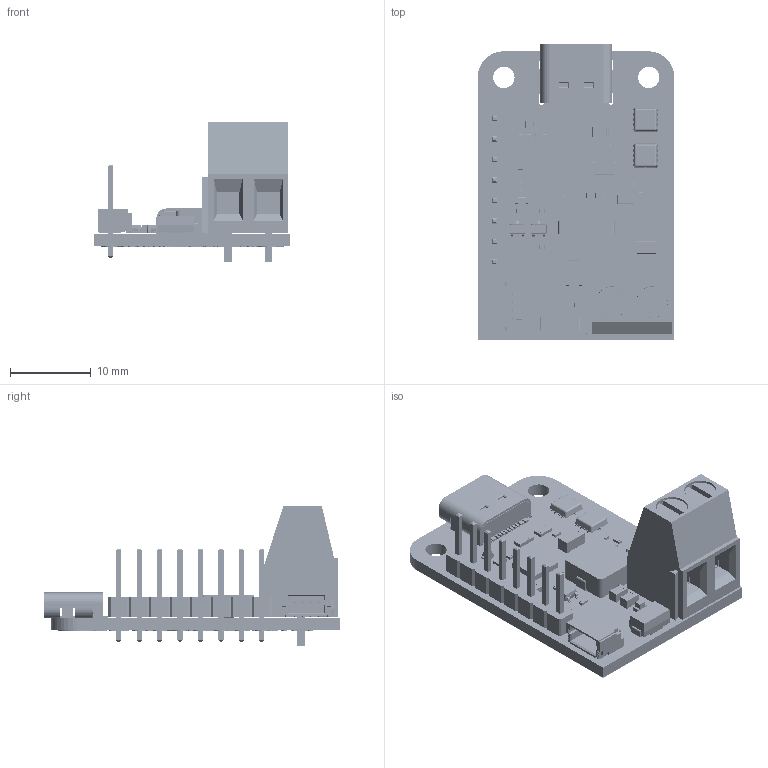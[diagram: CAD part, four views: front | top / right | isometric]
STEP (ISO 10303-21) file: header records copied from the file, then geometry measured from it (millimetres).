
FILE_DESCRIPTION(('KiCad electronic assembly'),'2;1');
FILE_NAME('PocketPD_3D.step','2025-03-07T16:32:35',('Pcbnew'),('Kicad'), 'Open CASCADE STEP processor 7.8','KiCad to STEP converter','Unknown' );
FILE_SCHEMA(('AUTOMOTIVE_DESIGN { 1 0 10303 214 1 1 1 1 }'));
Length unit declared in the file: millimetre
Products named in the file (27): PocketPD_3D 2; R_0402_1005Metric; DFN-8(3.3x3.3); C_0805_2012Metric; TerminalBlock_Phoenix_MKDS-1,5-2_1x02_P5.00mm_Horizontal; D_SMA; LED_0603_1608Metric; C_1206_3216Metric; SOT-323_SC-70; C_0603_1608Metric; R_0805_2012Metric; SON50P100X255X50_10N; SOT1176 LF; SOT1176 Mold body; SM04B-SRSS-TB(LF)(SN); PinHeader_1x08_P2.54mm_Vertical; QFN-24-1EP_4x4mm_P0.5mm_EP2.6x2.6mm; C_0402_1005Metric; USBC_16P; SOT-583; APH0630T3R3M; RotoPD_copper; RotoPD_pad; RotoPD_via; RotoPD_silkscreen; RotoPD_soldermask; RotoPD_PCB
Assembly tree (49 placements, depth 3):
  PocketPD_3D 2
    R_0402_1005Metric  x16
    DFN-8(3.3x3.3)  x2
    C_0805_2012Metric  x2
    TerminalBlock_Phoenix_MKDS-1,5-2_1x02_P5.00mm_Horizontal
    D_SMA
    LED_0603_1608Metric  x2
    C_1206_3216Metric  x2
    SOT-323_SC-70  x2
    C_0603_1608Metric  x2
    R_0805_2012Metric
    SON50P100X255X50_10N
      SOT1176 LF
      SOT1176 Mold body
    SM04B-SRSS-TB(LF)(SN)
    PinHeader_1x08_P2.54mm_Vertical
    QFN-24-1EP_4x4mm_P0.5mm_EP2.6x2.6mm
    C_0402_1005Metric  x3
    USBC_16P
    SOT-583
    APH0630T3R3M
    RotoPD_copper
    RotoPD_pad
    RotoPD_via
    RotoPD_silkscreen
    RotoPD_soldermask
    RotoPD_PCB
Bounding box: 24.4 x 36.67 x 17.3 mm (x, y, z)
Volume: 2816 mm3; surface area: 7627.3 mm2
Topology: 508 solids, 702 shells, 6430 faces, 18628 edges, 13447 vertices
Faces by surface type: plane 4663, cylinder 1627, bspline 102, sphere 18, torus 12, cone 8
Full cylindrical faces by diameter (mm): 0.25 x69, 0.3 x204, 0.5 x1, 0.6 x81, 0.8 x2, 0.95 x24, 1 x16, 1.25 x6, 1.3 x4, 1.7 x14, 2.6 x2, 2.65 x10, 2.7 x4, 3.1 x4, 3.8 x2, 4 x2, 4.7 x4
Entity records: 201369 total; most frequent: CARTESIAN_POINT 35188, DIRECTION 31507, ORIENTED_EDGE 29501, EDGE_CURVE 16495, LINE 12391, VECTOR 12391, VERTEX_POINT 12071, AXIS2_PLACEMENT_3D 9558
